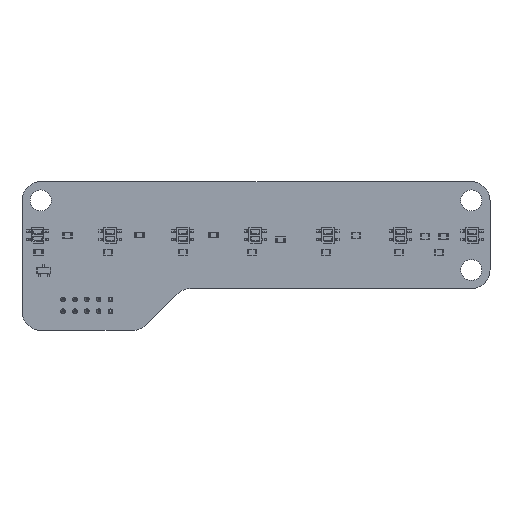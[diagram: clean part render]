
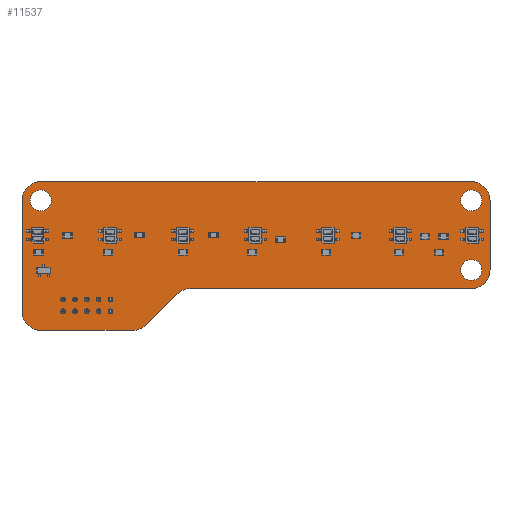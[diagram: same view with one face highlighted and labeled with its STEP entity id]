
A CAD part, top view. The second image highlights one B-rep face of the part: STEP entity #11537.
In plain terms, the highlighted planar face has unit normal (0, 0, 1).
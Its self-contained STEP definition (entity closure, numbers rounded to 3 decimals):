
#11211 = VERTEX_POINT('',#11212);
#11212 = CARTESIAN_POINT('',(206.375,-92.329,1.6));
#11218 = EDGE_CURVE('',#11211,#11219,#11221,.T.);
#11219 = VERTEX_POINT('',#11220);
#11220 = CARTESIAN_POINT('',(210.375,-96.329,1.6));
#11221 = CIRCLE('',#11222,4.);
#11222 = AXIS2_PLACEMENT_3D('',#11223,#11224,#11225);
#11223 = CARTESIAN_POINT('',(206.375,-96.329,1.6));
#11224 = DIRECTION('',(0.,0.,-1.));
#11225 = DIRECTION('',(0.,1.,0.));
#11253 = VERTEX_POINT('',#11254);
#11254 = CARTESIAN_POINT('',(114.375,-92.329,1.6));
#11260 = EDGE_CURVE('',#11253,#11211,#11261,.T.);
#11261 = LINE('',#11262,#11263);
#11262 = CARTESIAN_POINT('',(114.375,-92.329,1.6));
#11263 = VECTOR('',#11264,1.);
#11264 = DIRECTION('',(1.,0.,0.));
#11282 = EDGE_CURVE('',#11219,#11283,#11285,.T.);
#11283 = VERTEX_POINT('',#11284);
#11284 = CARTESIAN_POINT('',(210.375,-111.189,1.6));
#11285 = LINE('',#11286,#11287);
#11286 = CARTESIAN_POINT('',(210.375,-96.329,1.6));
#11287 = VECTOR('',#11288,1.);
#11288 = DIRECTION('',(0.,-1.,0.));
#11537 = ADVANCED_FACE('',(#11538,#11618,#11629,#11640,#11651,#11662,
    #11673,#11684,#11695,#11706,#11717,#11728,#11739,#11750),#11761,.T.
  );
#11538 = FACE_BOUND('',#11539,.T.);
#11539 = EDGE_LOOP('',(#11540,#11541,#11542,#11551,#11559,#11568,#11576,
    #11585,#11593,#11602,#11610,#11617));
#11540 = ORIENTED_EDGE('',*,*,#11218,.F.);
#11541 = ORIENTED_EDGE('',*,*,#11260,.F.);
#11542 = ORIENTED_EDGE('',*,*,#11543,.F.);
#11543 = EDGE_CURVE('',#11544,#11253,#11546,.T.);
#11544 = VERTEX_POINT('',#11545);
#11545 = CARTESIAN_POINT('',(110.375,-96.329,1.6));
#11546 = CIRCLE('',#11547,4.);
#11547 = AXIS2_PLACEMENT_3D('',#11548,#11549,#11550);
#11548 = CARTESIAN_POINT('',(114.375,-96.329,1.6));
#11549 = DIRECTION('',(0.,0.,-1.));
#11550 = DIRECTION('',(-1.,0.,0.));
#11551 = ORIENTED_EDGE('',*,*,#11552,.F.);
#11552 = EDGE_CURVE('',#11553,#11544,#11555,.T.);
#11553 = VERTEX_POINT('',#11554);
#11554 = CARTESIAN_POINT('',(110.375,-120.079,1.6));
#11555 = LINE('',#11556,#11557);
#11556 = CARTESIAN_POINT('',(110.375,-120.079,1.6));
#11557 = VECTOR('',#11558,1.);
#11558 = DIRECTION('',(0.,1.,0.));
#11559 = ORIENTED_EDGE('',*,*,#11560,.F.);
#11560 = EDGE_CURVE('',#11561,#11553,#11563,.T.);
#11561 = VERTEX_POINT('',#11562);
#11562 = CARTESIAN_POINT('',(114.375,-124.079,1.6));
#11563 = CIRCLE('',#11564,4.);
#11564 = AXIS2_PLACEMENT_3D('',#11565,#11566,#11567);
#11565 = CARTESIAN_POINT('',(114.375,-120.079,1.6));
#11566 = DIRECTION('',(0.,0.,-1.));
#11567 = DIRECTION('',(0.,-1.,-0.));
#11568 = ORIENTED_EDGE('',*,*,#11569,.F.);
#11569 = EDGE_CURVE('',#11570,#11561,#11572,.T.);
#11570 = VERTEX_POINT('',#11571);
#11571 = CARTESIAN_POINT('',(134.118,-124.079,1.6));
#11572 = LINE('',#11573,#11574);
#11573 = CARTESIAN_POINT('',(134.118,-124.079,1.6));
#11574 = VECTOR('',#11575,1.);
#11575 = DIRECTION('',(-1.,0.,0.));
#11576 = ORIENTED_EDGE('',*,*,#11577,.F.);
#11577 = EDGE_CURVE('',#11578,#11570,#11580,.T.);
#11578 = VERTEX_POINT('',#11579);
#11579 = CARTESIAN_POINT('',(136.947,-122.907,1.6));
#11580 = CIRCLE('',#11581,4.);
#11581 = AXIS2_PLACEMENT_3D('',#11582,#11583,#11584);
#11582 = CARTESIAN_POINT('',(134.118,-120.079,1.6));
#11583 = DIRECTION('',(0.,0.,-1.));
#11584 = DIRECTION('',(0.707,-0.707,0.));
#11585 = ORIENTED_EDGE('',*,*,#11586,.F.);
#11586 = EDGE_CURVE('',#11587,#11578,#11589,.T.);
#11587 = VERTEX_POINT('',#11588);
#11588 = CARTESIAN_POINT('',(143.493,-116.361,1.6));
#11589 = LINE('',#11590,#11591);
#11590 = CARTESIAN_POINT('',(143.493,-116.361,1.6));
#11591 = VECTOR('',#11592,1.);
#11592 = DIRECTION('',(-0.707,-0.707,0.));
#11593 = ORIENTED_EDGE('',*,*,#11594,.F.);
#11594 = EDGE_CURVE('',#11595,#11587,#11597,.T.);
#11595 = VERTEX_POINT('',#11596);
#11596 = CARTESIAN_POINT('',(146.322,-115.189,1.6));
#11597 = CIRCLE('',#11598,4.);
#11598 = AXIS2_PLACEMENT_3D('',#11599,#11600,#11601);
#11599 = CARTESIAN_POINT('',(146.322,-119.189,1.6));
#11600 = DIRECTION('',(0.,0.,1.));
#11601 = DIRECTION('',(0.,1.,-0.));
#11602 = ORIENTED_EDGE('',*,*,#11603,.F.);
#11603 = EDGE_CURVE('',#11604,#11595,#11606,.T.);
#11604 = VERTEX_POINT('',#11605);
#11605 = CARTESIAN_POINT('',(206.375,-115.189,1.6));
#11606 = LINE('',#11607,#11608);
#11607 = CARTESIAN_POINT('',(206.375,-115.189,1.6));
#11608 = VECTOR('',#11609,1.);
#11609 = DIRECTION('',(-1.,0.,0.));
#11610 = ORIENTED_EDGE('',*,*,#11611,.F.);
#11611 = EDGE_CURVE('',#11283,#11604,#11612,.T.);
#11612 = CIRCLE('',#11613,4.);
#11613 = AXIS2_PLACEMENT_3D('',#11614,#11615,#11616);
#11614 = CARTESIAN_POINT('',(206.375,-111.189,1.6));
#11615 = DIRECTION('',(0.,0.,-1.));
#11616 = DIRECTION('',(1.,0.,0.));
#11617 = ORIENTED_EDGE('',*,*,#11282,.F.);
#11618 = FACE_BOUND('',#11619,.T.);
#11619 = EDGE_LOOP('',(#11620));
#11620 = ORIENTED_EDGE('',*,*,#11621,.T.);
#11621 = EDGE_CURVE('',#11622,#11622,#11624,.T.);
#11622 = VERTEX_POINT('',#11623);
#11623 = CARTESIAN_POINT('',(119.126,-120.515,1.6));
#11624 = CIRCLE('',#11625,0.5);
#11625 = AXIS2_PLACEMENT_3D('',#11626,#11627,#11628);
#11626 = CARTESIAN_POINT('',(119.126,-120.015,1.6));
#11627 = DIRECTION('',(-0.,0.,-1.));
#11628 = DIRECTION('',(-0.,-1.,0.));
#11629 = FACE_BOUND('',#11630,.T.);
#11630 = EDGE_LOOP('',(#11631));
#11631 = ORIENTED_EDGE('',*,*,#11632,.T.);
#11632 = EDGE_CURVE('',#11633,#11633,#11635,.T.);
#11633 = VERTEX_POINT('',#11634);
#11634 = CARTESIAN_POINT('',(121.666,-120.515,1.6));
#11635 = CIRCLE('',#11636,0.5);
#11636 = AXIS2_PLACEMENT_3D('',#11637,#11638,#11639);
#11637 = CARTESIAN_POINT('',(121.666,-120.015,1.6));
#11638 = DIRECTION('',(-0.,0.,-1.));
#11639 = DIRECTION('',(-0.,-1.,0.));
#11640 = FACE_BOUND('',#11641,.T.);
#11641 = EDGE_LOOP('',(#11642));
#11642 = ORIENTED_EDGE('',*,*,#11643,.T.);
#11643 = EDGE_CURVE('',#11644,#11644,#11646,.T.);
#11644 = VERTEX_POINT('',#11645);
#11645 = CARTESIAN_POINT('',(119.126,-117.975,1.6));
#11646 = CIRCLE('',#11647,0.5);
#11647 = AXIS2_PLACEMENT_3D('',#11648,#11649,#11650);
#11648 = CARTESIAN_POINT('',(119.126,-117.475,1.6));
#11649 = DIRECTION('',(-0.,0.,-1.));
#11650 = DIRECTION('',(-0.,-1.,0.));
#11651 = FACE_BOUND('',#11652,.T.);
#11652 = EDGE_LOOP('',(#11653));
#11653 = ORIENTED_EDGE('',*,*,#11654,.T.);
#11654 = EDGE_CURVE('',#11655,#11655,#11657,.T.);
#11655 = VERTEX_POINT('',#11656);
#11656 = CARTESIAN_POINT('',(121.666,-117.975,1.6));
#11657 = CIRCLE('',#11658,0.5);
#11658 = AXIS2_PLACEMENT_3D('',#11659,#11660,#11661);
#11659 = CARTESIAN_POINT('',(121.666,-117.475,1.6));
#11660 = DIRECTION('',(-0.,0.,-1.));
#11661 = DIRECTION('',(-0.,-1.,0.));
#11662 = FACE_BOUND('',#11663,.T.);
#11663 = EDGE_LOOP('',(#11664));
#11664 = ORIENTED_EDGE('',*,*,#11665,.T.);
#11665 = EDGE_CURVE('',#11666,#11666,#11668,.T.);
#11666 = VERTEX_POINT('',#11667);
#11667 = CARTESIAN_POINT('',(124.206,-120.515,1.6));
#11668 = CIRCLE('',#11669,0.5);
#11669 = AXIS2_PLACEMENT_3D('',#11670,#11671,#11672);
#11670 = CARTESIAN_POINT('',(124.206,-120.015,1.6));
#11671 = DIRECTION('',(-0.,0.,-1.));
#11672 = DIRECTION('',(-0.,-1.,0.));
#11673 = FACE_BOUND('',#11674,.T.);
#11674 = EDGE_LOOP('',(#11675));
#11675 = ORIENTED_EDGE('',*,*,#11676,.T.);
#11676 = EDGE_CURVE('',#11677,#11677,#11679,.T.);
#11677 = VERTEX_POINT('',#11678);
#11678 = CARTESIAN_POINT('',(126.746,-120.515,1.6));
#11679 = CIRCLE('',#11680,0.5);
#11680 = AXIS2_PLACEMENT_3D('',#11681,#11682,#11683);
#11681 = CARTESIAN_POINT('',(126.746,-120.015,1.6));
#11682 = DIRECTION('',(-0.,0.,-1.));
#11683 = DIRECTION('',(-0.,-1.,0.));
#11684 = FACE_BOUND('',#11685,.T.);
#11685 = EDGE_LOOP('',(#11686));
#11686 = ORIENTED_EDGE('',*,*,#11687,.T.);
#11687 = EDGE_CURVE('',#11688,#11688,#11690,.T.);
#11688 = VERTEX_POINT('',#11689);
#11689 = CARTESIAN_POINT('',(129.286,-120.515,1.6));
#11690 = CIRCLE('',#11691,0.5);
#11691 = AXIS2_PLACEMENT_3D('',#11692,#11693,#11694);
#11692 = CARTESIAN_POINT('',(129.286,-120.015,1.6));
#11693 = DIRECTION('',(-0.,0.,-1.));
#11694 = DIRECTION('',(-0.,-1.,0.));
#11695 = FACE_BOUND('',#11696,.T.);
#11696 = EDGE_LOOP('',(#11697));
#11697 = ORIENTED_EDGE('',*,*,#11698,.T.);
#11698 = EDGE_CURVE('',#11699,#11699,#11701,.T.);
#11699 = VERTEX_POINT('',#11700);
#11700 = CARTESIAN_POINT('',(124.206,-117.975,1.6));
#11701 = CIRCLE('',#11702,0.5);
#11702 = AXIS2_PLACEMENT_3D('',#11703,#11704,#11705);
#11703 = CARTESIAN_POINT('',(124.206,-117.475,1.6));
#11704 = DIRECTION('',(-0.,0.,-1.));
#11705 = DIRECTION('',(-0.,-1.,0.));
#11706 = FACE_BOUND('',#11707,.T.);
#11707 = EDGE_LOOP('',(#11708));
#11708 = ORIENTED_EDGE('',*,*,#11709,.T.);
#11709 = EDGE_CURVE('',#11710,#11710,#11712,.T.);
#11710 = VERTEX_POINT('',#11711);
#11711 = CARTESIAN_POINT('',(126.746,-117.975,1.6));
#11712 = CIRCLE('',#11713,0.5);
#11713 = AXIS2_PLACEMENT_3D('',#11714,#11715,#11716);
#11714 = CARTESIAN_POINT('',(126.746,-117.475,1.6));
#11715 = DIRECTION('',(-0.,0.,-1.));
#11716 = DIRECTION('',(-0.,-1.,0.));
#11717 = FACE_BOUND('',#11718,.T.);
#11718 = EDGE_LOOP('',(#11719));
#11719 = ORIENTED_EDGE('',*,*,#11720,.T.);
#11720 = EDGE_CURVE('',#11721,#11721,#11723,.T.);
#11721 = VERTEX_POINT('',#11722);
#11722 = CARTESIAN_POINT('',(129.286,-117.975,1.6));
#11723 = CIRCLE('',#11724,0.5);
#11724 = AXIS2_PLACEMENT_3D('',#11725,#11726,#11727);
#11725 = CARTESIAN_POINT('',(129.286,-117.475,1.6));
#11726 = DIRECTION('',(-0.,0.,-1.));
#11727 = DIRECTION('',(-0.,-1.,0.));
#11728 = FACE_BOUND('',#11729,.T.);
#11729 = EDGE_LOOP('',(#11730));
#11730 = ORIENTED_EDGE('',*,*,#11731,.F.);
#11731 = EDGE_CURVE('',#11732,#11732,#11734,.T.);
#11732 = VERTEX_POINT('',#11733);
#11733 = CARTESIAN_POINT('',(208.625,-111.189,1.6));
#11734 = CIRCLE('',#11735,2.25);
#11735 = AXIS2_PLACEMENT_3D('',#11736,#11737,#11738);
#11736 = CARTESIAN_POINT('',(206.375,-111.189,1.6));
#11737 = DIRECTION('',(0.,0.,1.));
#11738 = DIRECTION('',(1.,0.,-0.));
#11739 = FACE_BOUND('',#11740,.T.);
#11740 = EDGE_LOOP('',(#11741));
#11741 = ORIENTED_EDGE('',*,*,#11742,.F.);
#11742 = EDGE_CURVE('',#11743,#11743,#11745,.T.);
#11743 = VERTEX_POINT('',#11744);
#11744 = CARTESIAN_POINT('',(116.625,-96.329,1.6));
#11745 = CIRCLE('',#11746,2.25);
#11746 = AXIS2_PLACEMENT_3D('',#11747,#11748,#11749);
#11747 = CARTESIAN_POINT('',(114.375,-96.329,1.6));
#11748 = DIRECTION('',(0.,0.,1.));
#11749 = DIRECTION('',(1.,0.,-0.));
#11750 = FACE_BOUND('',#11751,.T.);
#11751 = EDGE_LOOP('',(#11752));
#11752 = ORIENTED_EDGE('',*,*,#11753,.F.);
#11753 = EDGE_CURVE('',#11754,#11754,#11756,.T.);
#11754 = VERTEX_POINT('',#11755);
#11755 = CARTESIAN_POINT('',(208.625,-96.329,1.6));
#11756 = CIRCLE('',#11757,2.25);
#11757 = AXIS2_PLACEMENT_3D('',#11758,#11759,#11760);
#11758 = CARTESIAN_POINT('',(206.375,-96.329,1.6));
#11759 = DIRECTION('',(0.,0.,1.));
#11760 = DIRECTION('',(1.,0.,-0.));
#11761 = PLANE('',#11762);
#11762 = AXIS2_PLACEMENT_3D('',#11763,#11764,#11765);
#11763 = CARTESIAN_POINT('',(0.,0.,1.6));
#11764 = DIRECTION('',(0.,0.,1.));
#11765 = DIRECTION('',(1.,0.,-0.));
